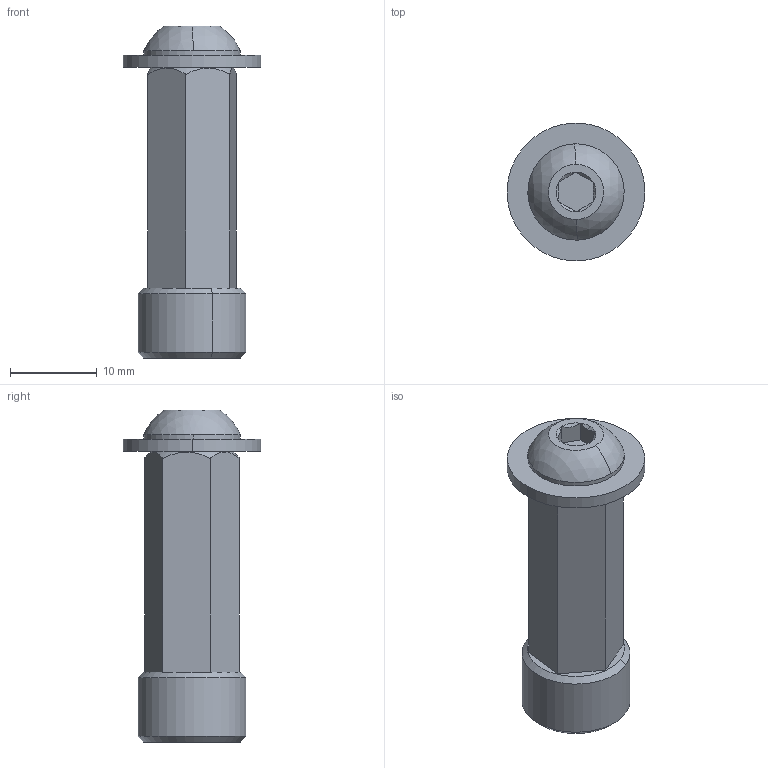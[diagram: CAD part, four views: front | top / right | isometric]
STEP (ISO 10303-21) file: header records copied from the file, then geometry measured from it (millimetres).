
FILE_DESCRIPTION (( 'STEP AP214' ), '1' );
FILE_NAME ('am-4957-0100 5mm Hex to 375H Adapter 1IN.STEP', '2025-04-30T14:30:07', ( '' ), ( '' ), 'SwSTEP 2.0', 'SolidWorks 2024', '' );
FILE_SCHEMA (( 'AUTOMOTIVE_DESIGN' ));
Length unit declared in the file: inch
Products named in the file (5): am-1750 M3 x 14mm SHCS with patch; ip-4957-0100 5mm Hex To 375H Adapter; 14-20 x 0.375 BHCS_am-1520 14-20x0375 BHCS; am-1027; am-4957-0100 5mm Hex to 375H Adapter 1IN
Assembly tree (4 placements, depth 2):
  am-4957-0100 5mm Hex to 375H Adapter 1IN
    am-1750 M3 x 14mm SHCS with patch
    ip-4957-0100 5mm Hex To 375H Adapter
    am-1027
    14-20 x 0.375 BHCS_am-1520 14-20x0375 BHCS
Bounding box: 15.88 x 15.88 x 38.22 mm (x, y, z)
Volume: 3056.7 mm3; surface area: 3158.9 mm2
Topology: 4 solids, 4 shells, 161 faces, 418 edges, 271 vertices
Faces by surface type: cylinder 83, plane 39, cone 30, bspline 7, sphere 2
Entity records: 14598 total; most frequent: CARTESIAN_POINT 10926, ORIENTED_EDGE 836, DIRECTION 613, EDGE_CURVE 418, VERTEX_POINT 271, AXIS2_PLACEMENT_3D 227, EDGE_LOOP 171, ADVANCED_FACE 161
